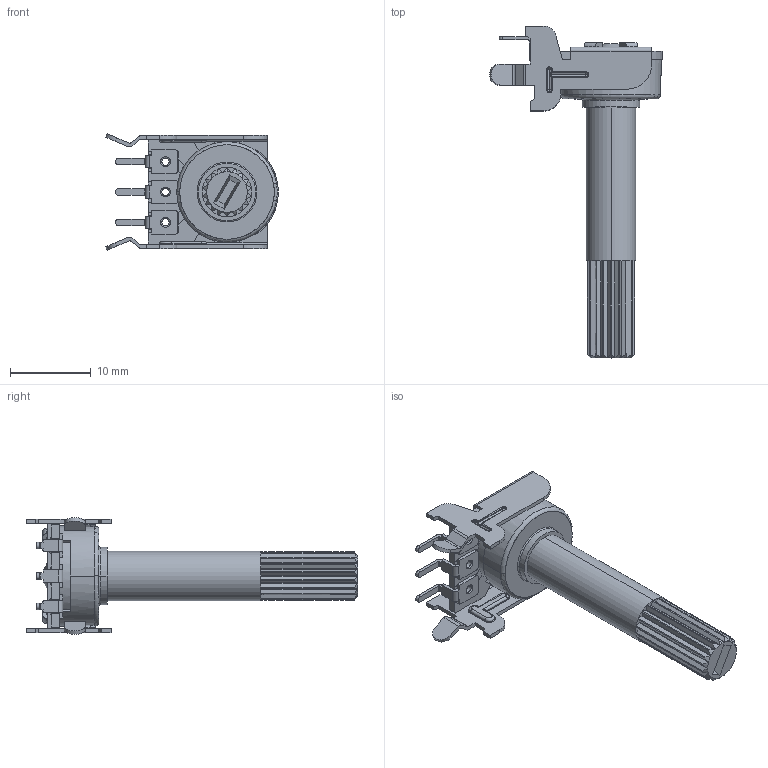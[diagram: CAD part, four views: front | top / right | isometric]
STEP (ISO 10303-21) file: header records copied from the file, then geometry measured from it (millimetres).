
FILE_DESCRIPTION (( 'STEP AP214' ), '1' );
FILE_NAME ('P120K-Y35.STEP', '2019-10-17T12:32:53', ( '' ), ( '' ), 'SwSTEP 2.0', 'SolidWorks 2018', '' );
FILE_SCHEMA (( 'AUTOMOTIVE_DESIGN' ));
Length unit declared in the file: inch
Products named in the file (1): P120K-Y35
Bounding box: 21.35 x 41 x 14.4 mm (x, y, z)
Volume: 1831.3 mm3; surface area: 1983.5 mm2
Topology: 1 solids, 1 shells, 513 faces, 1373 edges, 866 vertices
Faces by surface type: plane 261, cylinder 125, bspline 77, torus 36, sphere 8, cone 6
Entity records: 18346 total; most frequent: CARTESIAN_POINT 5884, ORIENTED_EDGE 2734, DIRECTION 2406, EDGE_CURVE 1367, VERTEX_POINT 866, VECTOR 822, LINE 822, AXIS2_PLACEMENT_3D 792
